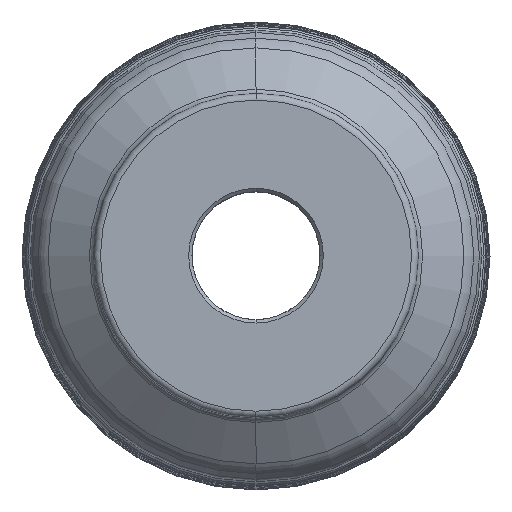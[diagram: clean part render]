
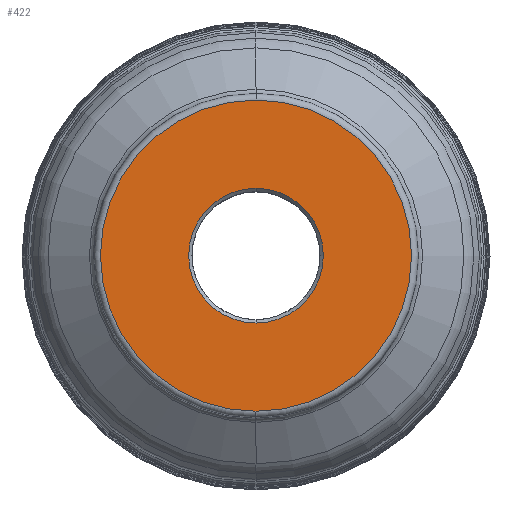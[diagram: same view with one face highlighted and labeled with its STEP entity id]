
A CAD part, top view. The second image highlights one B-rep face of the part: STEP entity #422.
In plain terms, the highlighted planar face has unit normal (0, 0, 1).
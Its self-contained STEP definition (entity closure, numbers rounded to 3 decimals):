
#60=PLANE('',#4119);
#70=FACE_BOUND('',#888,.T.);
#71=FACE_BOUND('',#889,.T.);
#422=ADVANCED_FACE('',(#70,#71),#60,.F.);
#888=EDGE_LOOP('',(#1682,#1683,#1684,#1685));
#889=EDGE_LOOP('',(#1686,#1687));
#1682=ORIENTED_EDGE('',*,*,#2506,.T.);
#1683=ORIENTED_EDGE('',*,*,#2507,.T.);
#1684=ORIENTED_EDGE('',*,*,#2508,.F.);
#1685=ORIENTED_EDGE('',*,*,#2509,.F.);
#1686=ORIENTED_EDGE('',*,*,#2505,.T.);
#1687=ORIENTED_EDGE('',*,*,#2503,.T.);
#2064=VERTEX_POINT('',#7100);
#2065=VERTEX_POINT('',#7102);
#2066=VERTEX_POINT('',#7108);
#2067=VERTEX_POINT('',#7109);
#2068=VERTEX_POINT('',#7111);
#2069=VERTEX_POINT('',#7113);
#2503=EDGE_CURVE('',#2065,#2064,#2984,.T.);
#2505=EDGE_CURVE('',#2064,#2065,#2985,.T.);
#2506=EDGE_CURVE('',#2066,#2067,#2986,.T.);
#2507=EDGE_CURVE('',#2067,#2068,#2987,.T.);
#2508=EDGE_CURVE('',#2069,#2068,#2988,.T.);
#2509=EDGE_CURVE('',#2066,#2069,#2989,.T.);
#2984=CIRCLE('',#4111,20.085);
#2985=CIRCLE('',#4113,20.085);
#2986=CIRCLE('',#4115,46.385);
#2987=CIRCLE('',#4116,46.385);
#2988=CIRCLE('',#4117,46.385);
#2989=CIRCLE('',#4118,46.385);
#4111=AXIS2_PLACEMENT_3D('',#7101,#5250,#5251);
#4113=AXIS2_PLACEMENT_3D('',#7105,#5255,#5256);
#4115=AXIS2_PLACEMENT_3D('',#7107,#5259,#5260);
#4116=AXIS2_PLACEMENT_3D('',#7110,#5261,#5262);
#4117=AXIS2_PLACEMENT_3D('',#7112,#5263,#5264);
#4118=AXIS2_PLACEMENT_3D('',#7114,#5265,#5266);
#4119=AXIS2_PLACEMENT_3D('',#7115,#5267,#5268);
#5250=DIRECTION('',(0.,0.,-1.));
#5251=DIRECTION('',(0.,-1.,0.));
#5255=DIRECTION('',(0.,0.,-1.));
#5256=DIRECTION('',(0.,1.,0.));
#5259=DIRECTION('',(0.,0.,1.));
#5260=DIRECTION('',(0.,1.,0.));
#5261=DIRECTION('',(0.,0.,1.));
#5262=DIRECTION('',(0.,-1.,0.));
#5263=DIRECTION('',(0.,0.,-1.));
#5264=DIRECTION('',(0.,-1.,0.));
#5265=DIRECTION('',(0.,0.,-1.));
#5266=DIRECTION('',(0.,1.,0.));
#5267=DIRECTION('',(0.,0.,-1.));
#5268=DIRECTION('',(0.,1.,0.));
#7100=CARTESIAN_POINT('',(0.,20.085,0.));
#7101=CARTESIAN_POINT('',(0.,0.,0.));
#7102=CARTESIAN_POINT('',(0.,-20.085,0.));
#7105=CARTESIAN_POINT('',(0.,0.,0.));
#7107=CARTESIAN_POINT('',(0.,0.,0.));
#7108=CARTESIAN_POINT('',(-0.015,46.385,0.));
#7109=CARTESIAN_POINT('',(0.,-46.385,0.));
#7110=CARTESIAN_POINT('',(0.,0.,0.));
#7111=CARTESIAN_POINT('',(0.015,-46.385,0.));
#7112=CARTESIAN_POINT('',(0.,0.,0.));
#7113=CARTESIAN_POINT('',(0.,46.385,0.));
#7114=CARTESIAN_POINT('',(0.,0.,0.));
#7115=CARTESIAN_POINT('',(0.,0.,0.));
